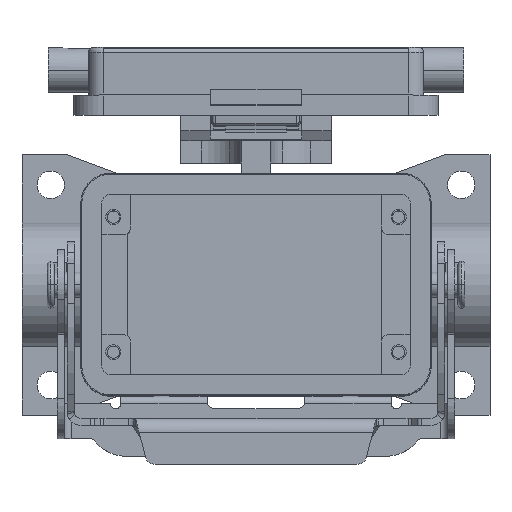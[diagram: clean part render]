
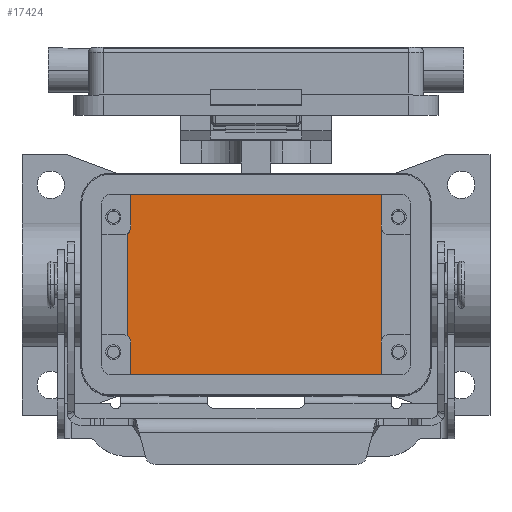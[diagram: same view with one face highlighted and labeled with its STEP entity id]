
A CAD part, top view. The second image highlights one B-rep face of the part: STEP entity #17424.
In plain terms, the highlighted planar face has unit normal (0, 0, 1).
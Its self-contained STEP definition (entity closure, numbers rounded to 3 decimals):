
#17351=CARTESIAN_POINT('',(0.,0.,-46.0));
#17352=DIRECTION('',(0.0,0.0,1.0));
#17353=DIRECTION('',(1.0,0.0,0.0));
#17354=AXIS2_PLACEMENT_3D('',#17351,#17352,#17353);
#17355=PLANE('',#17354);
#17356=CARTESIAN_POINT('',(-25.75,10.201,-46.0));
#17357=VERTEX_POINT('',#17356);
#17358=CARTESIAN_POINT('',(-25.75,-10.201,-46.0));
#17359=VERTEX_POINT('',#17358);
#17360=CARTESIAN_POINT('',(-25.75,10.201,-46.0));
#17361=DIRECTION('',(0.0,-1.0,0.0));
#17362=VECTOR('',#17361,20.402);
#17363=LINE('',#17360,#17362);
#17364=EDGE_CURVE('',#17357,#17359,#17363,.T.);
#17365=ORIENTED_EDGE('',*,*,#17364,.T.);
#17366=CARTESIAN_POINT('',(-25.0,-11.5,-46.0));
#17367=VERTEX_POINT('',#17366);
#17368=CARTESIAN_POINT('',(-26.5,-11.5,-46.0));
#17369=DIRECTION('',(0.0,0.0,-1.0));
#17370=DIRECTION('',(-1.0,0.0,0.0));
#17371=AXIS2_PLACEMENT_3D('',#17368,#17369,#17370);
#17372=CIRCLE('',#17371,1.5);
#17373=EDGE_CURVE('',#17359,#17367,#17372,.T.);
#17374=ORIENTED_EDGE('',*,*,#17373,.T.);
#17375=CARTESIAN_POINT('',(-25.0,-18.25,-46.0));
#17376=VERTEX_POINT('',#17375);
#17377=CARTESIAN_POINT('',(-25.0,-11.5,-46.0));
#17378=DIRECTION('',(0.0,-1.0,0.0));
#17379=VECTOR('',#17378,6.75);
#17380=LINE('',#17377,#17379);
#17381=EDGE_CURVE('',#17367,#17376,#17380,.T.);
#17382=ORIENTED_EDGE('',*,*,#17381,.T.);
#17383=CARTESIAN_POINT('',(25.0,-18.25,-46.0));
#17384=VERTEX_POINT('',#17383);
#17385=CARTESIAN_POINT('',(-25.0,-18.25,-46.0));
#17386=DIRECTION('',(1.0,0.0,0.0));
#17387=VECTOR('',#17386,50.0);
#17388=LINE('',#17385,#17387);
#17389=EDGE_CURVE('',#17376,#17384,#17388,.T.);
#17390=ORIENTED_EDGE('',*,*,#17389,.T.);
#17391=CARTESIAN_POINT('',(25.,18.25,-46.0));
#17392=VERTEX_POINT('',#17391);
#17393=CARTESIAN_POINT('',(25.0,-18.25,-46.0));
#17394=DIRECTION('',(0.0,1.0,0.0));
#17395=VECTOR('',#17394,36.5);
#17396=LINE('',#17393,#17395);
#17397=EDGE_CURVE('',#17384,#17392,#17396,.T.);
#17398=ORIENTED_EDGE('',*,*,#17397,.T.);
#17399=CARTESIAN_POINT('',(-25.0,18.25,-46.0));
#17400=VERTEX_POINT('',#17399);
#17401=CARTESIAN_POINT('',(25.,18.25,-46.0));
#17402=DIRECTION('',(-1.0,0.0,0.0));
#17403=VECTOR('',#17402,50.);
#17404=LINE('',#17401,#17403);
#17405=EDGE_CURVE('',#17392,#17400,#17404,.T.);
#17406=ORIENTED_EDGE('',*,*,#17405,.T.);
#17407=CARTESIAN_POINT('',(-25.,11.5,-46.0));
#17408=VERTEX_POINT('',#17407);
#17409=CARTESIAN_POINT('',(-25.0,18.25,-46.0));
#17410=DIRECTION('',(0.0,-1.0,0.0));
#17411=VECTOR('',#17410,6.75);
#17412=LINE('',#17409,#17411);
#17413=EDGE_CURVE('',#17400,#17408,#17412,.T.);
#17414=ORIENTED_EDGE('',*,*,#17413,.T.);
#17415=CARTESIAN_POINT('',(-26.5,11.5,-46.0));
#17416=DIRECTION('',(0.0,0.0,-1.0));
#17417=DIRECTION('',(0.0,-1.0,0.0));
#17418=AXIS2_PLACEMENT_3D('',#17415,#17416,#17417);
#17419=CIRCLE('',#17418,1.5);
#17420=EDGE_CURVE('',#17408,#17357,#17419,.T.);
#17421=ORIENTED_EDGE('',*,*,#17420,.T.);
#17422=EDGE_LOOP('',(#17365,#17374,#17382,#17390,#17398,#17406,#17414,#17421));
#17423=FACE_OUTER_BOUND('',#17422,.T.);
#17424=ADVANCED_FACE('',(#17423),#17355,.T.);
